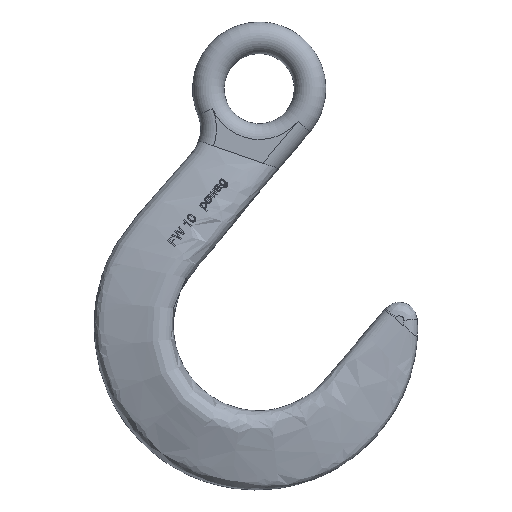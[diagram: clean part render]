
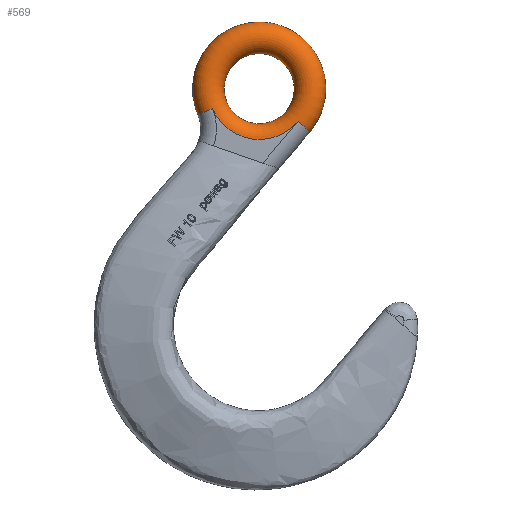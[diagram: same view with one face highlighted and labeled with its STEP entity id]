
A CAD part, top view. The second image highlights one B-rep face of the part: STEP entity #569.
In plain terms, the highlighted toroidal (fillet/blend) face has major radius 22.5 mm and minor radius 7 mm.
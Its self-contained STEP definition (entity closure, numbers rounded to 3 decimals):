
#122=TOROIDAL_SURFACE('',#3129,22.5,7.);
#553=CIRCLE('',#3120,22.5);
#555=CIRCLE('',#3123,7.);
#557=CIRCLE('',#3126,7.);
#558=CIRCLE('',#3128,22.5);
#569=ADVANCED_FACE('',(#750),#122,.T.);
#750=FACE_OUTER_BOUND('',#938,.T.);
#938=EDGE_LOOP('',(#1237,#1238,#1239,#1240));
#1237=ORIENTED_EDGE('',*,*,#2418,.T.);
#1238=ORIENTED_EDGE('',*,*,#2415,.F.);
#1239=ORIENTED_EDGE('',*,*,#2423,.T.);
#1240=ORIENTED_EDGE('',*,*,#2424,.T.);
#2117=VERTEX_POINT('',#5949);
#2118=VERTEX_POINT('',#5950);
#2119=VERTEX_POINT('',#5955);
#2122=VERTEX_POINT('',#5981);
#2415=EDGE_CURVE('',#2117,#2118,#553,.T.);
#2418=EDGE_CURVE('',#2119,#2118,#555,.T.);
#2423=EDGE_CURVE('',#2117,#2122,#557,.T.);
#2424=EDGE_CURVE('',#2122,#2119,#558,.T.);
#3120=AXIS2_PLACEMENT_3D('',#5948,#3198,#3199);
#3123=AXIS2_PLACEMENT_3D('',#5954,#3205,#3206);
#3126=AXIS2_PLACEMENT_3D('',#5982,#3212,#3213);
#3128=AXIS2_PLACEMENT_3D('',#5984,#3216,#3217);
#3129=AXIS2_PLACEMENT_3D('',#5985,#3218,#3219);
#3198=DIRECTION('',(0.,0.,-1.));
#3199=DIRECTION('',(-1.,0.,0.));
#3205=DIRECTION('',(-0.39,0.921,0.));
#3206=DIRECTION('',(-0.921,-0.39,0.));
#3212=DIRECTION('',(0.646,0.763,0.));
#3213=DIRECTION('',(-0.763,0.646,0.));
#3216=DIRECTION('',(0.,0.,-1.));
#3217=DIRECTION('',(-1.,0.,0.));
#3218=DIRECTION('',(0.,0.,-1.));
#3219=DIRECTION('',(-1.,0.,0.));
#5948=CARTESIAN_POINT('',(0.,104.5,7.));
#5949=CARTESIAN_POINT('',(17.176,89.967,7.));
#5950=CARTESIAN_POINT('',(-20.717,95.722,7.));
#5954=CARTESIAN_POINT('',(-20.717,95.722,0.));
#5955=CARTESIAN_POINT('',(-20.717,95.722,-7.));
#5981=CARTESIAN_POINT('',(17.176,89.967,-7.));
#5982=CARTESIAN_POINT('',(17.176,89.967,0.));
#5984=CARTESIAN_POINT('',(0.,104.5,-7.));
#5985=CARTESIAN_POINT('',(0.,104.5,0.));
